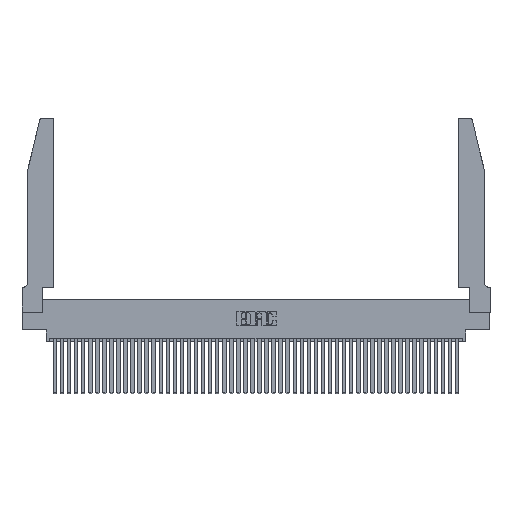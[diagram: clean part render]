
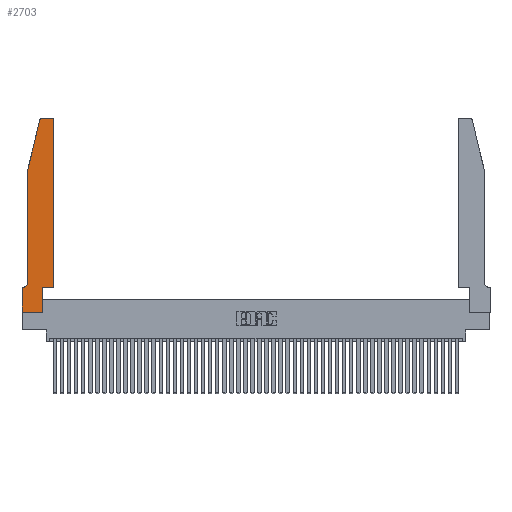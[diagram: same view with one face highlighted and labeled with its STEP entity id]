
A CAD part, top view. The second image highlights one B-rep face of the part: STEP entity #2703.
In plain terms, the highlighted planar face has unit normal (0, 0, 1).
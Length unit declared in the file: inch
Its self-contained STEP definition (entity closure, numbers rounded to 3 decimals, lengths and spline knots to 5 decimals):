
#712 = DIRECTION ( 'NONE',  ( 1., 0., 0. ) ) ;
#1297 = EDGE_CURVE ( 'NONE', #17574, #18875, #35356, .T. ) ;
#1371 = VECTOR ( 'NONE', #3648, 39.37008 ) ;
#1751 = VERTEX_POINT ( 'NONE', #11370 ) ;
#2002 = VERTEX_POINT ( 'NONE', #28096 ) ;
#2703 = ADVANCED_FACE ( 'NONE', ( #13140 ), #20733, .T. ) ;
#2708 = ORIENTED_EDGE ( 'NONE', *, *, #27917, .T. ) ;
#3164 = CARTESIAN_POINT ( 'NONE',  ( 0.284, 2.75, 0.37 ) ) ;
#3648 = DIRECTION ( 'NONE',  ( 1., 0., 0. ) ) ;
#5533 = DIRECTION ( 'NONE',  ( 0., 0., 1. ) ) ;
#6255 = VECTOR ( 'NONE', #25966, 39.37008 ) ;
#6736 = EDGE_CURVE ( 'NONE', #7024, #47945, #30687, .T. ) ;
#7024 = VERTEX_POINT ( 'NONE', #40413 ) ;
#7032 = AXIS2_PLACEMENT_3D ( 'NONE', #28042, #46550, #24489 ) ;
#7781 = CARTESIAN_POINT ( 'NONE',  ( 0., 0., 0.37 ) ) ;
#7961 = ORIENTED_EDGE ( 'NONE', *, *, #6736, .T. ) ;
#9192 = DIRECTION ( 'NONE',  ( 0., 0., 1. ) ) ;
#10023 = EDGE_CURVE ( 'NONE', #40478, #1751, #26084, .T. ) ;
#11370 = CARTESIAN_POINT ( 'NONE',  ( 0.2865, 0.35, 0.37 ) ) ;
#11634 = EDGE_CURVE ( 'NONE', #43953, #47220, #16590, .T. ) ;
#11713 = CARTESIAN_POINT ( 'NONE',  ( 0.0755, 2., 0.37 ) ) ;
#12321 = VECTOR ( 'NONE', #15453, 39.37008 ) ;
#12789 = VERTEX_POINT ( 'NONE', #13265 ) ;
#13107 = CARTESIAN_POINT ( 'NONE',  ( 0.0055, 0.35, 0.37 ) ) ;
#13140 = FACE_OUTER_BOUND ( 'NONE', #33041, .T. ) ;
#13265 = CARTESIAN_POINT ( 'NONE',  ( 0.0755, 0.42, 0.37 ) ) ;
#13520 = EDGE_CURVE ( 'NONE', #47945, #14825, #44279, .T. ) ;
#13952 = VECTOR ( 'NONE', #712, 39.37008 ) ;
#14825 = VERTEX_POINT ( 'NONE', #3164 ) ;
#14964 = CARTESIAN_POINT ( 'NONE',  ( 0., 0.35, 0.37 ) ) ;
#15140 = LINE ( 'NONE', #23083, #13952 ) ;
#15453 = DIRECTION ( 'NONE',  ( 0., -1., 0. ) ) ;
#15871 = DIRECTION ( 'NONE',  ( 0., 0., -1. ) ) ;
#16590 = LINE ( 'NONE', #17338, #25349 ) ;
#16807 = AXIS2_PLACEMENT_3D ( 'NONE', #27824, #5533, #31561 ) ;
#17068 = VECTOR ( 'NONE', #21196, 39.37008 ) ;
#17338 = CARTESIAN_POINT ( 'NONE',  ( 0.0755, 0.35, 0.37 ) ) ;
#17344 = CARTESIAN_POINT ( 'NONE',  ( 0., 0., 0.37 ) ) ;
#17574 = VERTEX_POINT ( 'NONE', #28685 ) ;
#18371 = ORIENTED_EDGE ( 'NONE', *, *, #13520, .T. ) ;
#18463 = CARTESIAN_POINT ( 'NONE',  ( 0.2865, 0.35, 0.37 ) ) ;
#18875 = VERTEX_POINT ( 'NONE', #22620 ) ;
#19454 = EDGE_CURVE ( 'NONE', #12789, #43953, #24366, .T. ) ;
#19714 = ORIENTED_EDGE ( 'NONE', *, *, #23760, .T. ) ;
#19743 = ORIENTED_EDGE ( 'NONE', *, *, #10023, .T. ) ;
#19878 = ORIENTED_EDGE ( 'NONE', *, *, #29735, .T. ) ;
#19973 = DIRECTION ( 'NONE',  ( 0., 1., 0. ) ) ;
#20053 = LINE ( 'NONE', #48068, #1371 ) ;
#20733 = PLANE ( 'NONE',  #7032 ) ;
#21082 = ORIENTED_EDGE ( 'NONE', *, *, #11634, .T. ) ;
#21095 = DIRECTION ( 'NONE',  ( 0., -1., 0. ) ) ;
#21196 = DIRECTION ( 'NONE',  ( -1., 0., 0. ) ) ;
#21464 = VERTEX_POINT ( 'NONE', #7781 ) ;
#22620 = CARTESIAN_POINT ( 'NONE',  ( 0.0755, 2., 0.37 ) ) ;
#23083 = CARTESIAN_POINT ( 'NONE',  ( 0.4505, 0.35, 0.37 ) ) ;
#23760 = EDGE_CURVE ( 'NONE', #14825, #17574, #33356, .T. ) ;
#24366 = CIRCLE ( 'NONE', #31481, 0.07 ) ;
#24489 = DIRECTION ( 'NONE',  ( 1., 0., 0. ) ) ;
#25349 = VECTOR ( 'NONE', #35830, 39.37008 ) ;
#25542 = VECTOR ( 'NONE', #42215, 39.37008 ) ;
#25818 = ORIENTED_EDGE ( 'NONE', *, *, #34133, .T. ) ;
#25921 = ORIENTED_EDGE ( 'NONE', *, *, #40876, .T. ) ;
#25966 = DIRECTION ( 'NONE',  ( 0., 1., 0. ) ) ;
#26084 = LINE ( 'NONE', #18463, #6255 ) ;
#26573 = VECTOR ( 'NONE', #19973, 39.37008 ) ;
#27824 = CARTESIAN_POINT ( 'NONE',  ( 0.4205, 2.72, 0.37 ) ) ;
#27917 = EDGE_CURVE ( 'NONE', #47220, #21464, #30685, .T. ) ;
#28042 = CARTESIAN_POINT ( 'NONE',  ( 0., 0.35, 0.37 ) ) ;
#28096 = CARTESIAN_POINT ( 'NONE',  ( 0.4505, 0.35, 0.37 ) ) ;
#28685 = CARTESIAN_POINT ( 'NONE',  ( 0.25487, 2.72718, 0.37 ) ) ;
#29735 = EDGE_CURVE ( 'NONE', #2002, #7024, #35232, .T. ) ;
#30685 = LINE ( 'NONE', #17344, #45645 ) ;
#30687 = CIRCLE ( 'NONE', #16807, 0.03 ) ;
#30829 = CARTESIAN_POINT ( 'NONE',  ( 0.4205, 2.75, 0.37 ) ) ;
#31478 = CARTESIAN_POINT ( 'NONE',  ( 0.284, 2.72, 0.37 ) ) ;
#31481 = AXIS2_PLACEMENT_3D ( 'NONE', #38094, #15871, #41818 ) ;
#31561 = DIRECTION ( 'NONE',  ( 1., 0., 0. ) ) ;
#32099 = LINE ( 'NONE', #11713, #12321 ) ;
#33041 = EDGE_LOOP ( 'NONE', ( #18371, #19714, #33933, #47545, #44515, #21082, #2708, #25921, #19743, #25818, #19878, #7961 ) ) ;
#33356 = CIRCLE ( 'NONE', #37999, 0.03 ) ;
#33933 = ORIENTED_EDGE ( 'NONE', *, *, #1297, .T. ) ;
#34133 = EDGE_CURVE ( 'NONE', #1751, #2002, #15140, .T. ) ;
#34773 = CARTESIAN_POINT ( 'NONE',  ( 0.0755, 2., 0.37 ) ) ;
#35177 = DIRECTION ( 'NONE',  ( 1., 0., 0. ) ) ;
#35232 = LINE ( 'NONE', #42164, #26573 ) ;
#35356 = LINE ( 'NONE', #34773, #25542 ) ;
#35830 = DIRECTION ( 'NONE',  ( -1., 0., 0. ) ) ;
#37999 = AXIS2_PLACEMENT_3D ( 'NONE', #31478, #9192, #35177 ) ;
#38094 = CARTESIAN_POINT ( 'NONE',  ( 0.0055, 0.42, 0.37 ) ) ;
#40413 = CARTESIAN_POINT ( 'NONE',  ( 0.4505, 2.72, 0.37 ) ) ;
#40478 = VERTEX_POINT ( 'NONE', #42337 ) ;
#40876 = EDGE_CURVE ( 'NONE', #21464, #40478, #20053, .T. ) ;
#41818 = DIRECTION ( 'NONE',  ( -1., 0., 0. ) ) ;
#42164 = CARTESIAN_POINT ( 'NONE',  ( 0.4505, 0.35, 0.37 ) ) ;
#42215 = DIRECTION ( 'NONE',  ( -0.239, -0.971, 0. ) ) ;
#42337 = CARTESIAN_POINT ( 'NONE',  ( 0.2865, 0., 0.37 ) ) ;
#43344 = CARTESIAN_POINT ( 'NONE',  ( 0.2605, 2.75, 0.37 ) ) ;
#43953 = VERTEX_POINT ( 'NONE', #13107 ) ;
#44279 = LINE ( 'NONE', #43344, #17068 ) ;
#44515 = ORIENTED_EDGE ( 'NONE', *, *, #19454, .T. ) ;
#45645 = VECTOR ( 'NONE', #21095, 39.37008 ) ;
#46550 = DIRECTION ( 'NONE',  ( 0., 0., 1. ) ) ;
#47220 = VERTEX_POINT ( 'NONE', #14964 ) ;
#47296 = EDGE_CURVE ( 'NONE', #18875, #12789, #32099, .T. ) ;
#47545 = ORIENTED_EDGE ( 'NONE', *, *, #47296, .T. ) ;
#47945 = VERTEX_POINT ( 'NONE', #30829 ) ;
#48068 = CARTESIAN_POINT ( 'NONE',  ( 0., 0., 0.37 ) ) ;
